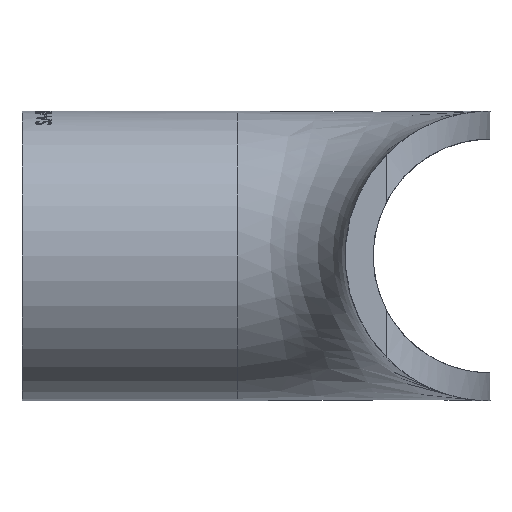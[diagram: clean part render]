
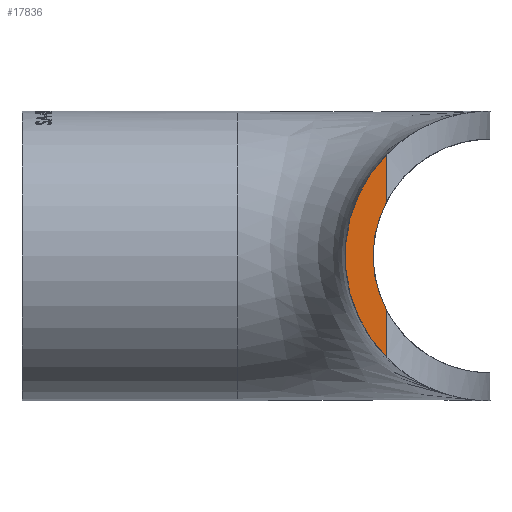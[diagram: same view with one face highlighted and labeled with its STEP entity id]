
A CAD part, left-side view. The second image highlights one B-rep face of the part: STEP entity #17836.
In plain terms, the highlighted planar face has unit normal (-1, 0, 0).
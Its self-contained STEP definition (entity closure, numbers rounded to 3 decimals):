
#431 = LINE ( 'NONE', #18005, #12413 ) ;
#1371 = CARTESIAN_POINT ( 'NONE',  ( -22.5, 0., 0. ) ) ;
#1666 = LINE ( 'NONE', #11797, #12897 ) ;
#1926 = CIRCLE ( 'NONE', #15735, 10.85 ) ;
#2322 = CARTESIAN_POINT ( 'NONE',  ( -22.5, 0., 0. ) ) ;
#2775 = EDGE_LOOP ( 'NONE', ( #9603, #9007, #15533, #9982 ) ) ;
#2845 = DIRECTION ( 'NONE',  ( 0., 0., -1. ) ) ;
#3324 = VERTEX_POINT ( 'NONE', #10306 ) ;
#6190 = CARTESIAN_POINT ( 'NONE',  ( -22.5, 9.568, 9.453 ) ) ;
#6388 = AXIS2_PLACEMENT_3D ( 'NONE', #2322, #20209, #20355 ) ;
#7048 = FACE_OUTER_BOUND ( 'NONE', #2775, .T. ) ;
#8279 = EDGE_CURVE ( 'NONE', #3324, #13292, #1666, .T. ) ;
#8674 = PLANE ( 'NONE',  #6388 ) ;
#9007 = ORIENTED_EDGE ( 'NONE', *, *, #16273, .T. ) ;
#9332 = VERTEX_POINT ( 'NONE', #6190 ) ;
#9603 = ORIENTED_EDGE ( 'NONE', *, *, #8279, .T. ) ;
#9982 = ORIENTED_EDGE ( 'NONE', *, *, #11894, .F. ) ;
#10306 = CARTESIAN_POINT ( 'NONE',  ( -22.5, 9.568, -9.453 ) ) ;
#11797 = CARTESIAN_POINT ( 'NONE',  ( -22.5, 9.568, 13.77 ) ) ;
#11894 = EDGE_CURVE ( 'NONE', #3324, #9332, #16562, .T. ) ;
#12413 = VECTOR ( 'NONE', #19477, 1000. ) ;
#12667 = CARTESIAN_POINT ( 'NONE',  ( -22.5, 9.568, 5.116 ) ) ;
#12897 = VECTOR ( 'NONE', #18171, 1000. ) ;
#13144 = CARTESIAN_POINT ( 'NONE',  ( -22.5, 9.568, -5.116 ) ) ;
#13292 = VERTEX_POINT ( 'NONE', #13144 ) ;
#13436 = CARTESIAN_POINT ( 'NONE',  ( -22.5, 0., 0. ) ) ;
#14364 = AXIS2_PLACEMENT_3D ( 'NONE', #1371, #15665, #2845 ) ;
#14764 = EDGE_CURVE ( 'NONE', #17467, #9332, #431, .T. ) ;
#14984 = DIRECTION ( 'NONE',  ( 1., 0., 0. ) ) ;
#15121 = DIRECTION ( 'NONE',  ( 0., 0., -1. ) ) ;
#15533 = ORIENTED_EDGE ( 'NONE', *, *, #14764, .T. ) ;
#15665 = DIRECTION ( 'NONE',  ( 1., 0., 0. ) ) ;
#15735 = AXIS2_PLACEMENT_3D ( 'NONE', #13436, #14984, #15121 ) ;
#16273 = EDGE_CURVE ( 'NONE', #13292, #17467, #1926, .T. ) ;
#16562 = CIRCLE ( 'NONE', #14364, 13.45 ) ;
#17467 = VERTEX_POINT ( 'NONE', #12667 ) ;
#17836 = ADVANCED_FACE ( 'NONE', ( #7048 ), #8674, .F. ) ;
#18005 = CARTESIAN_POINT ( 'NONE',  ( -22.5, 9.568, 13.77 ) ) ;
#18171 = DIRECTION ( 'NONE',  ( 0., 0., 1. ) ) ;
#19477 = DIRECTION ( 'NONE',  ( 0., 0., 1. ) ) ;
#20209 = DIRECTION ( 'NONE',  ( 1., 0., 0. ) ) ;
#20355 = DIRECTION ( 'NONE',  ( 0., 0., -1. ) ) ;
